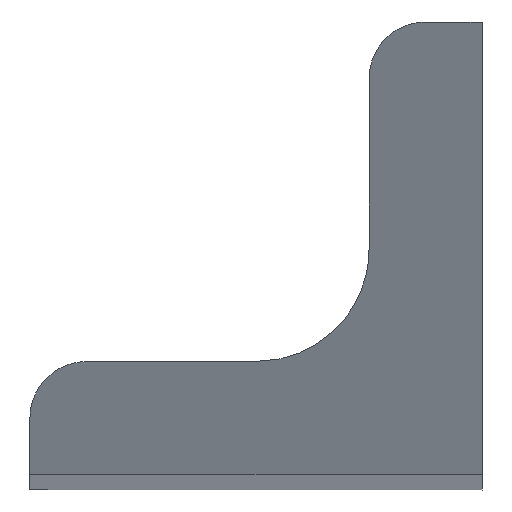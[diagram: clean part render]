
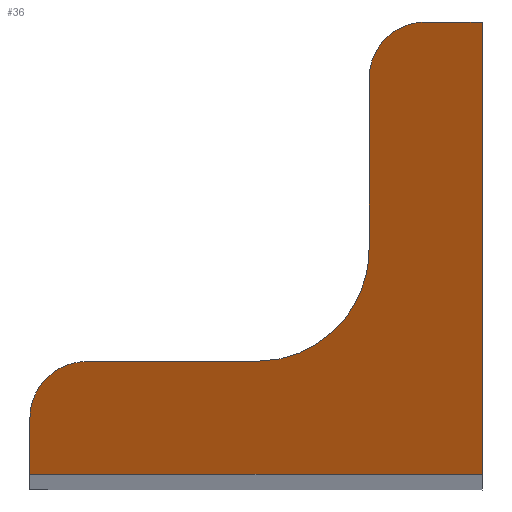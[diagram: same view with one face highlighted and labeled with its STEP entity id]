
A CAD part, top view. The second image highlights one B-rep face of the part: STEP entity #36.
In plain terms, the highlighted planar face has unit normal (-0.5, 0, 0.866).
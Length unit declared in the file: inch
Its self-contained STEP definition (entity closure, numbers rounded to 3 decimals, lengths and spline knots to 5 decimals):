
#6 =( BOUNDED_CURVE ( )  B_SPLINE_CURVE ( 3, ( #117, #331, #215, #400 ),
 .UNSPECIFIED., .F., .T. ) 
 B_SPLINE_CURVE_WITH_KNOTS ( ( 4, 4 ),
 ( 1.5708, 3.14159 ),
 .UNSPECIFIED. ) 
 CURVE ( )  GEOMETRIC_REPRESENTATION_ITEM ( )  RATIONAL_B_SPLINE_CURVE ( ( 1., 0.805, 0.805, 1. ) ) 
 REPRESENTATION_ITEM ( '' )  );
#9 = EDGE_CURVE ( 'NONE', #384, #15, #258, .T. ) ;
#15 = VERTEX_POINT ( 'NONE', #373 ) ;
#16 = CARTESIAN_POINT ( 'NONE',  ( 0.09375, 0.125, 2.58196 ) ) ;
#17 = VECTOR ( 'NONE', #330, 39.37008 ) ;
#19 = ORIENTED_EDGE ( 'NONE', *, *, #9, .F. ) ;
#22 = ORIENTED_EDGE ( 'NONE', *, *, #353, .F. ) ;
#26 = EDGE_CURVE ( 'NONE', #77, #395, #193, .T. ) ;
#29 = CARTESIAN_POINT ( 'NONE',  ( 0.0625, -0.0005, 2.56392 ) ) ;
#34 = CARTESIAN_POINT ( 'NONE',  ( 0.125, 0.125, 2.6 ) ) ;
#36 = ADVANCED_FACE ( 'NONE', ( #154 ), #58, .F. ) ;
#38 = ORIENTED_EDGE ( 'NONE', *, *, #281, .F. ) ;
#42 = CARTESIAN_POINT ( 'NONE',  ( 0.0625, 0.09375, 2.56392 ) ) ;
#49 = VERTEX_POINT ( 'NONE', #131 ) ;
#58 = PLANE ( 'NONE',  #291 ) ;
#68 = CARTESIAN_POINT ( 'NONE',  ( 0.125, 0.125, 2.6 ) ) ;
#73 = CARTESIAN_POINT ( 'NONE',  ( -0.11206, -0.0625, 2.46314 ) ) ;
#77 = VERTEX_POINT ( 'NONE', #68 ) ;
#81 = CARTESIAN_POINT ( 'NONE',  ( -0.125, -0.125, 2.45566 ) ) ;
#86 = VECTOR ( 'NONE', #409, 39.37008 ) ;
#89 =( BOUNDED_CURVE ( )  B_SPLINE_CURVE ( 3, ( #227, #357, #73, #362 ),
 .UNSPECIFIED., .F., .F. ) 
 B_SPLINE_CURVE_WITH_KNOTS ( ( 4, 4 ),
 ( 0., 1.5708 ),
 .UNSPECIFIED. ) 
 CURVE ( )  GEOMETRIC_REPRESENTATION_ITEM ( )  RATIONAL_B_SPLINE_CURVE ( ( 1., 0.805, 0.805, 1. ) ) 
 REPRESENTATION_ITEM ( '' )  );
#103 = DIRECTION ( 'NONE',  ( 0., 1., 0. ) ) ;
#107 = ORIENTED_EDGE ( 'NONE', *, *, #358, .F. ) ;
#108 = EDGE_CURVE ( 'NONE', #114, #397, #385, .T. ) ;
#114 = VERTEX_POINT ( 'NONE', #29 ) ;
#115 = LINE ( 'NONE', #273, #86 ) ;
#117 = CARTESIAN_POINT ( 'NONE',  ( 0.0005, -0.0625, 2.52812 ) ) ;
#121 = CARTESIAN_POINT ( 'NONE',  ( 0.03162, -0.0625, 2.54609 ) ) ;
#129 = CARTESIAN_POINT ( 'NONE',  ( 0.0625, 0.09375, 2.56392 ) ) ;
#131 = CARTESIAN_POINT ( 'NONE',  ( -0.09375, -0.0625, 2.4737 ) ) ;
#153 = VERTEX_POINT ( 'NONE', #288 ) ;
#154 = FACE_OUTER_BOUND ( 'NONE', #238, .T. ) ;
#159 = DIRECTION ( 'NONE',  ( -0.866, 0., -0.5 ) ) ;
#167 = CARTESIAN_POINT ( 'NONE',  ( 0.0625, 0.11206, 2.56392 ) ) ;
#176 = CARTESIAN_POINT ( 'NONE',  ( 0.09375, 0.125, 2.58196 ) ) ;
#191 = VECTOR ( 'NONE', #403, 39.37008 ) ;
#193 = LINE ( 'NONE', #34, #286 ) ;
#200 = ORIENTED_EDGE ( 'NONE', *, *, #267, .F. ) ;
#215 = CARTESIAN_POINT ( 'NONE',  ( 0.0625, -0.03682, 2.56392 ) ) ;
#223 = CARTESIAN_POINT ( 'NONE',  ( 0.125, -0.125, 2.6 ) ) ;
#227 = CARTESIAN_POINT ( 'NONE',  ( -0.125, -0.09375, 2.45566 ) ) ;
#233 = VERTEX_POINT ( 'NONE', #257 ) ;
#235 = CARTESIAN_POINT ( 'NONE',  ( 0.125, -0.125, 2.6 ) ) ;
#237 = CARTESIAN_POINT ( 'NONE',  ( -0.125, -0.125, 2.45566 ) ) ;
#238 = EDGE_LOOP ( 'NONE', ( #389, #107, #22, #200, #19, #297, #347, #336, #38 ) ) ;
#257 = CARTESIAN_POINT ( 'NONE',  ( 0.125, -0.125, 2.6 ) ) ;
#258 = LINE ( 'NONE', #81, #17 ) ;
#263 = VECTOR ( 'NONE', #335, 39.37008 ) ;
#267 = EDGE_CURVE ( 'NONE', #15, #49, #89, .T. ) ;
#268 = LINE ( 'NONE', #121, #191 ) ;
#273 = CARTESIAN_POINT ( 'NONE',  ( 0.125, -0.125, 2.6 ) ) ;
#277 = LINE ( 'NONE', #235, #263 ) ;
#281 = EDGE_CURVE ( 'NONE', #397, #395, #356, .T. ) ;
#286 = VECTOR ( 'NONE', #382, 39.37008 ) ;
#288 = CARTESIAN_POINT ( 'NONE',  ( 0.0005, -0.0625, 2.52812 ) ) ;
#290 = CARTESIAN_POINT ( 'NONE',  ( 0.07544, 0.125, 2.57139 ) ) ;
#291 = AXIS2_PLACEMENT_3D ( 'NONE', #223, #345, #159 ) ;
#297 = ORIENTED_EDGE ( 'NONE', *, *, #383, .F. ) ;
#330 = DIRECTION ( 'NONE',  ( 0., 1., 0. ) ) ;
#331 = CARTESIAN_POINT ( 'NONE',  ( 0.03682, -0.0625, 2.54909 ) ) ;
#335 = DIRECTION ( 'NONE',  ( -0.866, 0., -0.5 ) ) ;
#336 = ORIENTED_EDGE ( 'NONE', *, *, #26, .T. ) ;
#345 = DIRECTION ( 'NONE',  ( 0.5, 0., -0.866 ) ) ;
#346 = VECTOR ( 'NONE', #103, 39.37008 ) ;
#347 = ORIENTED_EDGE ( 'NONE', *, *, #372, .T. ) ;
#353 = EDGE_CURVE ( 'NONE', #49, #153, #268, .T. ) ;
#356 =( BOUNDED_CURVE ( )  B_SPLINE_CURVE ( 3, ( #42, #167, #290, #16 ),
 .UNSPECIFIED., .F., .T. ) 
 B_SPLINE_CURVE_WITH_KNOTS ( ( 4, 4 ),
 ( 0., 1.5708 ),
 .UNSPECIFIED. ) 
 CURVE ( )  GEOMETRIC_REPRESENTATION_ITEM ( )  RATIONAL_B_SPLINE_CURVE ( ( 1., 0.805, 0.805, 1. ) ) 
 REPRESENTATION_ITEM ( '' )  );
#357 = CARTESIAN_POINT ( 'NONE',  ( -0.125, -0.07544, 2.45566 ) ) ;
#358 = EDGE_CURVE ( 'NONE', #153, #114, #6, .T. ) ;
#362 = CARTESIAN_POINT ( 'NONE',  ( -0.09375, -0.0625, 2.4737 ) ) ;
#366 = CARTESIAN_POINT ( 'NONE',  ( 0.0625, 0.09375, 2.56392 ) ) ;
#372 = EDGE_CURVE ( 'NONE', #233, #77, #115, .T. ) ;
#373 = CARTESIAN_POINT ( 'NONE',  ( -0.125, -0.09375, 2.45566 ) ) ;
#382 = DIRECTION ( 'NONE',  ( -0.866, 0., -0.5 ) ) ;
#383 = EDGE_CURVE ( 'NONE', #233, #384, #277, .T. ) ;
#384 = VERTEX_POINT ( 'NONE', #237 ) ;
#385 = LINE ( 'NONE', #129, #346 ) ;
#389 = ORIENTED_EDGE ( 'NONE', *, *, #108, .F. ) ;
#395 = VERTEX_POINT ( 'NONE', #176 ) ;
#397 = VERTEX_POINT ( 'NONE', #366 ) ;
#400 = CARTESIAN_POINT ( 'NONE',  ( 0.0625, -0.0005, 2.56392 ) ) ;
#403 = DIRECTION ( 'NONE',  ( 0.866, 0., 0.5 ) ) ;
#409 = DIRECTION ( 'NONE',  ( 0., 1., 0. ) ) ;
